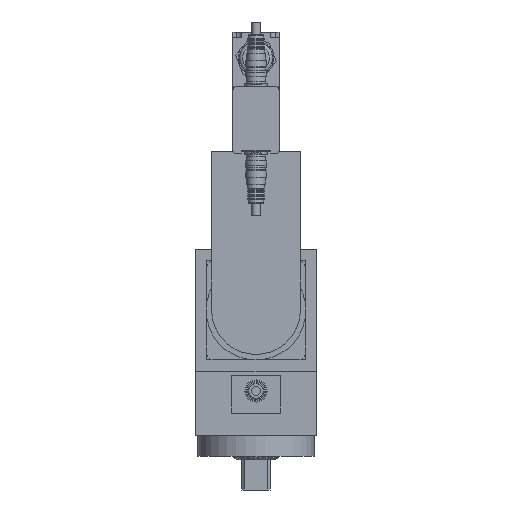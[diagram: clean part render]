
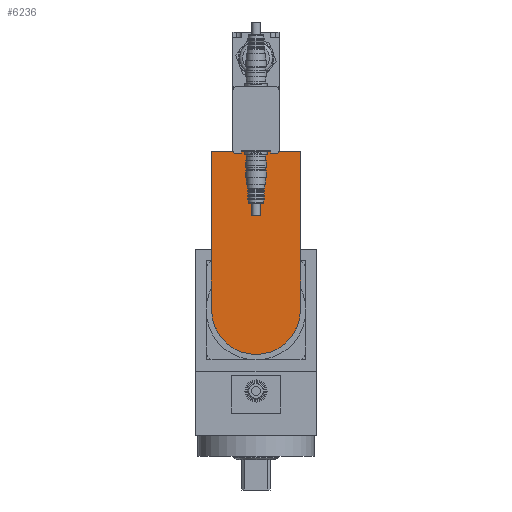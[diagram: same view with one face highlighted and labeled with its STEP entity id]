
A CAD part, front view. The second image highlights one B-rep face of the part: STEP entity #6236.
In plain terms, the highlighted face is planar.
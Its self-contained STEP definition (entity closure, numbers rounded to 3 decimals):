
#6031=CARTESIAN_POINT('',(-40.25,-28.25,49.));
#6032=VERTEX_POINT('',#6031);
#6033=CARTESIAN_POINT('',(-40.25,-171.25,49.));
#6034=VERTEX_POINT('',#6033);
#6035=CARTESIAN_POINT('',(-40.25,-28.25,49.));
#6036=DIRECTION('',(0.0,-1.0,0.0));
#6037=VECTOR('',#6036,143.0);
#6038=LINE('',#6035,#6037);
#6039=EDGE_CURVE('',#6032,#6034,#6038,.T.);
#6062=CARTESIAN_POINT('',(-40.249,-171.25,49.));
#6063=VERTEX_POINT('',#6062);
#6064=CARTESIAN_POINT('',(-40.25,-171.25,49.));
#6065=DIRECTION('',(1.0,0.0,0.0));
#6066=VECTOR('',#6065,0.001);
#6067=LINE('',#6064,#6066);
#6068=EDGE_CURVE('',#6034,#6063,#6067,.T.);
#6086=CARTESIAN_POINT('',(-39.999,-171.498,49.));
#6087=VERTEX_POINT('',#6086);
#6088=CARTESIAN_POINT('',(-40.249,-171.5,49.));
#6089=DIRECTION('',(0.0,0.0,-1.0));
#6090=DIRECTION('',(0.0,1.0,0.0));
#6091=AXIS2_PLACEMENT_3D('',#6088,#6089,#6090);
#6092=CIRCLE('',#6091,0.25);
#6093=EDGE_CURVE('',#6063,#6087,#6092,.T.);
#6111=CARTESIAN_POINT('',(39.999,-171.498,49.));
#6112=VERTEX_POINT('',#6111);
#6113=CARTESIAN_POINT('',(0.,-171.25,49.));
#6114=DIRECTION('',(0.,0.,1.));
#6115=DIRECTION('',(-1.,0.006,0.));
#6116=AXIS2_PLACEMENT_3D('',#6113,#6114,#6115);
#6117=CIRCLE('',#6116,40.);
#6118=EDGE_CURVE('',#6087,#6112,#6117,.T.);
#6136=CARTESIAN_POINT('',(40.249,-171.25,49.));
#6137=VERTEX_POINT('',#6136);
#6138=CARTESIAN_POINT('',(40.249,-171.5,49.));
#6139=DIRECTION('',(0.,0.,-1.0));
#6140=DIRECTION('',(-1.,0.006,0.));
#6141=AXIS2_PLACEMENT_3D('',#6138,#6139,#6140);
#6142=CIRCLE('',#6141,0.25);
#6143=EDGE_CURVE('',#6112,#6137,#6142,.T.);
#6161=CARTESIAN_POINT('',(40.25,-171.25,49.));
#6162=VERTEX_POINT('',#6161);
#6163=CARTESIAN_POINT('',(40.249,-171.25,49.));
#6164=DIRECTION('',(1.0,0.0,0.0));
#6165=VECTOR('',#6164,0.001);
#6166=LINE('',#6163,#6165);
#6167=EDGE_CURVE('',#6137,#6162,#6166,.T.);
#6185=CARTESIAN_POINT('',(40.25,-28.25,49.));
#6186=VERTEX_POINT('',#6185);
#6187=CARTESIAN_POINT('',(40.25,-171.25,49.));
#6188=DIRECTION('',(0.0,1.0,0.0));
#6189=VECTOR('',#6188,143.0);
#6190=LINE('',#6187,#6189);
#6191=EDGE_CURVE('',#6162,#6186,#6190,.T.);
#6209=CARTESIAN_POINT('',(40.25,-28.25,49.));
#6210=DIRECTION('',(-1.0,0.0,0.0));
#6211=VECTOR('',#6210,80.5);
#6212=LINE('',#6209,#6211);
#6213=EDGE_CURVE('',#6186,#6032,#6212,.T.);
#6221=CARTESIAN_POINT('',(0.,-112.214,49.));
#6222=DIRECTION('',(0.0,0.0,1.0));
#6223=DIRECTION('',(1.0,0.0,0.0));
#6224=AXIS2_PLACEMENT_3D('',#6221,#6222,#6223);
#6225=PLANE('',#6224);
#6226=ORIENTED_EDGE('',*,*,#6039,.F.);
#6227=ORIENTED_EDGE('',*,*,#6213,.F.);
#6228=ORIENTED_EDGE('',*,*,#6191,.F.);
#6229=ORIENTED_EDGE('',*,*,#6167,.F.);
#6230=ORIENTED_EDGE('',*,*,#6143,.F.);
#6231=ORIENTED_EDGE('',*,*,#6118,.F.);
#6232=ORIENTED_EDGE('',*,*,#6093,.F.);
#6233=ORIENTED_EDGE('',*,*,#6068,.F.);
#6234=EDGE_LOOP('',(#6226,#6227,#6228,#6229,#6230,#6231,#6232,#6233));
#6235=FACE_OUTER_BOUND('',#6234,.T.);
#6236=ADVANCED_FACE('',(#6235),#6225,.F.);
